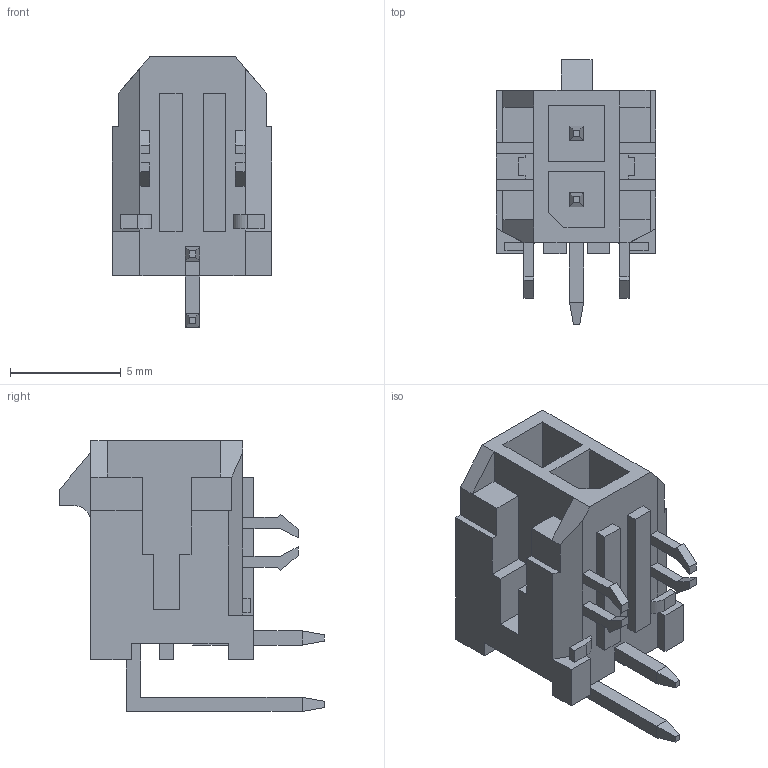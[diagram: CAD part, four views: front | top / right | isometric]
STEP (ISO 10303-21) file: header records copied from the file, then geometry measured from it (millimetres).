
FILE_DESCRIPTION(/* description */ (''),/* implementation_level */ '2;1');
FILE_NAME(/* name */ '430450221.step',/* time_stamp */ '2019-06-09T20:20:56+02:00',/* author */ (''),/* organization */ (''),/* preprocessor_version */ 'ST-DEVELOPER v18',/* originating_system */ 'Autodesk Translation Framework v8.2.0.1029',/* authorisation */ '');
FILE_SCHEMA (('AUTOMOTIVE_DESIGN { 1 0 10303 214 3 1 1 }'));
Length unit declared in the file: millimetre
Products named in the file (1): 430450221
Bounding box: 7.2 x 11.95 x 12.24 mm (x, y, z)
Volume: 322.3 mm3; surface area: 664.1 mm2
Topology: 1 solids, 1 shells, 212 faces, 554 edges, 352 vertices
Faces by surface type: plane 209, cylinder 3
Entity records: 6375 total; most frequent: CARTESIAN_POINT 1119, ORIENTED_EDGE 1108, DIRECTION 986, EDGE_CURVE 554, LINE 548, VECTOR 548, VERTEX_POINT 352, EDGE_LOOP 220
